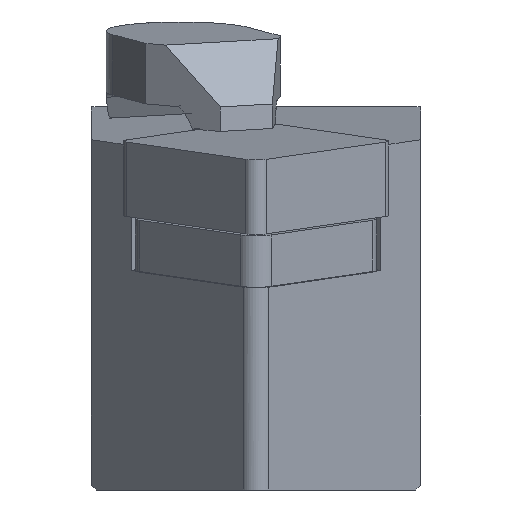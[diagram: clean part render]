
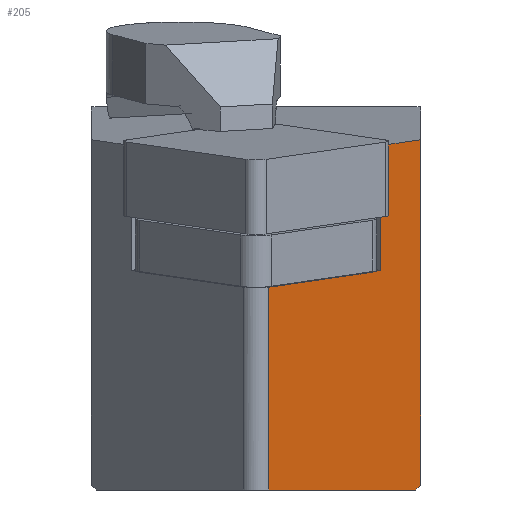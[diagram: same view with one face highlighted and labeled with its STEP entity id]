
A CAD part, left-side view. The second image highlights one B-rep face of the part: STEP entity #205.
In plain terms, the highlighted planar face has unit normal (-0.638, -0.766, -0.078).
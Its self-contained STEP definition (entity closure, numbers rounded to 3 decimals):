
#140=FACE_OUTER_BOUND('',#351,.T.);
#205=ADVANCED_FACE('',(#140),#270,.F.);
#270=PLANE('',#1261);
#351=EDGE_LOOP('',(#431,#432,#433,#434,#435,#436,#437,#438));
#431=ORIENTED_EDGE('',*,*,#857,.F.);
#432=ORIENTED_EDGE('',*,*,#852,.F.);
#433=ORIENTED_EDGE('',*,*,#858,.F.);
#434=ORIENTED_EDGE('',*,*,#859,.F.);
#435=ORIENTED_EDGE('',*,*,#860,.F.);
#436=ORIENTED_EDGE('',*,*,#861,.F.);
#437=ORIENTED_EDGE('',*,*,#862,.F.);
#438=ORIENTED_EDGE('',*,*,#841,.F.);
#739=VERTEX_POINT('',#1684);
#740=VERTEX_POINT('',#1686);
#749=VERTEX_POINT('',#1706);
#751=VERTEX_POINT('',#1709);
#755=VERTEX_POINT('',#1721);
#756=VERTEX_POINT('',#1723);
#757=VERTEX_POINT('',#1725);
#758=VERTEX_POINT('',#1727);
#841=EDGE_CURVE('',#739,#740,#1003,.T.);
#852=EDGE_CURVE('',#749,#751,#1011,.T.);
#857=EDGE_CURVE('',#751,#739,#1015,.T.);
#858=EDGE_CURVE('',#755,#749,#1016,.T.);
#859=EDGE_CURVE('',#756,#755,#1017,.T.);
#860=EDGE_CURVE('',#757,#756,#1018,.T.);
#861=EDGE_CURVE('',#758,#757,#1019,.T.);
#862=EDGE_CURVE('',#740,#758,#1020,.T.);
#1003=LINE('',#1685,#1129);
#1011=LINE('',#1708,#1137);
#1015=LINE('',#1719,#1141);
#1016=LINE('',#1720,#1142);
#1017=LINE('',#1722,#1143);
#1018=LINE('',#1724,#1144);
#1019=LINE('',#1726,#1145);
#1020=LINE('',#1728,#1146);
#1129=VECTOR('',#1357,1.);
#1137=VECTOR('',#1373,1.);
#1141=VECTOR('',#1383,1.);
#1142=VECTOR('',#1384,1.);
#1143=VECTOR('',#1385,1.);
#1144=VECTOR('',#1386,1.);
#1145=VECTOR('',#1387,1.);
#1146=VECTOR('',#1388,1.);
#1261=AXIS2_PLACEMENT_3D('',#1729,#1389,#1390);
#1357=DIRECTION('',(0.76,-0.643,0.093));
#1373=DIRECTION('',(0.76,-0.643,0.093));
#1383=DIRECTION('',(-0.122,0.,0.993));
#1384=DIRECTION('',(0.76,-0.643,0.093));
#1385=DIRECTION('',(-0.122,0.,0.993));
#1386=DIRECTION('',(-0.768,0.64,0.));
#1387=DIRECTION('',(-0.606,0.562,-0.562));
#1388=DIRECTION('',(0.122,0.,-0.993));
#1389=DIRECTION('',(0.638,0.766,0.078));
#1390=DIRECTION('',(-0.768,0.64,0.));
#1684=CARTESIAN_POINT('',(9.996,-17.571,0.925));
#1685=CARTESIAN_POINT('',(12.869,-20.,1.278));
#1686=CARTESIAN_POINT('',(12.869,-20.,1.278));
#1706=CARTESIAN_POINT('',(10.639,-17.328,-6.693));
#1708=CARTESIAN_POINT('',(13.8,-20.,-6.305));
#1709=CARTESIAN_POINT('',(10.927,-17.571,-6.658));
#1719=CARTESIAN_POINT('',(14.834,-17.571,-38.479));
#1720=CARTESIAN_POINT('',(13.8,-20.,-6.305));
#1721=CARTESIAN_POINT('',(2.877,-10.766,-7.646));
#1722=CARTESIAN_POINT('',(6.785,-10.766,-39.467));
#1723=CARTESIAN_POINT('',(4.394,-10.766,-20.));
#1724=CARTESIAN_POINT('',(16.796,-21.094,-20.));
#1725=CARTESIAN_POINT('',(15.121,-19.7,-20.));
#1726=CARTESIAN_POINT('',(9.994,-14.944,-24.756));
#1727=CARTESIAN_POINT('',(15.445,-20.,-19.7));
#1728=CARTESIAN_POINT('',(17.707,-20.,-38.126));
#1729=CARTESIAN_POINT('',(17.707,-20.,-38.126));
